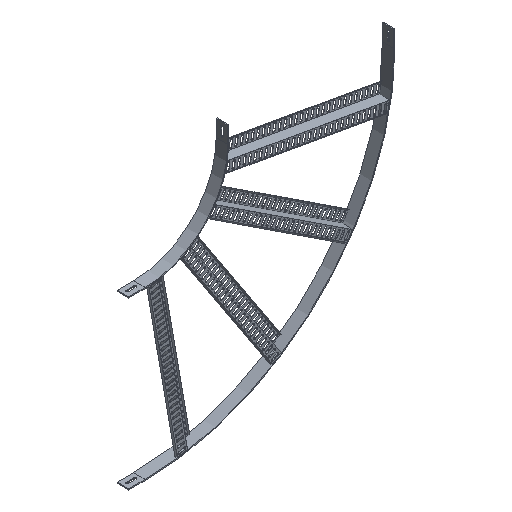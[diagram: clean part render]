
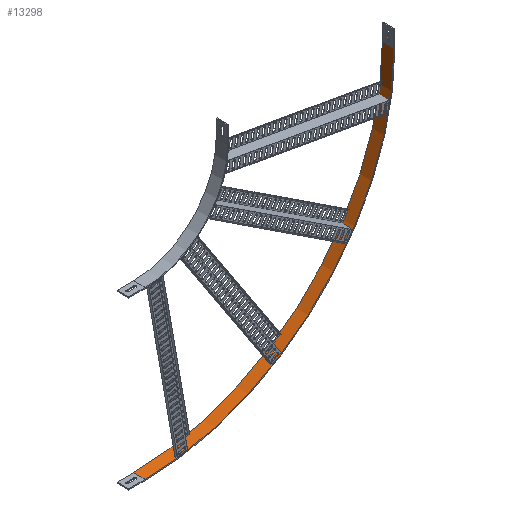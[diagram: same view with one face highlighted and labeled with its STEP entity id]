
A CAD part, isometric view. The second image highlights one B-rep face of the part: STEP entity #13298.
In plain terms, the highlighted cylindrical face has radius 753 mm (diameter 1506 mm), a partial arc.
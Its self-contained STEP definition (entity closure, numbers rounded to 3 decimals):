
#161 = VERTEX_POINT ( 'NONE', #8117 ) ;
#867 = EDGE_CURVE ( 'NONE', #9720, #2893, #13738, .T. ) ;
#1028 = DIRECTION ( 'NONE',  ( 0., 1., 0. ) ) ;
#1573 = CARTESIAN_POINT ( 'NONE',  ( 0., -35., -753. ) ) ;
#1698 = FACE_OUTER_BOUND ( 'NONE', #12738, .T. ) ;
#2893 = VERTEX_POINT ( 'NONE', #8658 ) ;
#3006 = DIRECTION ( 'NONE',  ( 0., -1., 0. ) ) ;
#3120 = DIRECTION ( 'NONE',  ( 0., 0., -1. ) ) ;
#3250 = ORIENTED_EDGE ( 'NONE', *, *, #6827, .T. ) ;
#4422 = CARTESIAN_POINT ( 'NONE',  ( 753., 0., 0. ) ) ;
#5047 = CARTESIAN_POINT ( 'NONE',  ( 753., -35., 0. ) ) ;
#5857 = AXIS2_PLACEMENT_3D ( 'NONE', #11062, #3006, #3120 ) ;
#6182 = VECTOR ( 'NONE', #14497, 1000. ) ;
#6657 = DIRECTION ( 'NONE',  ( 0., -1., 0. ) ) ;
#6827 = EDGE_CURVE ( 'NONE', #161, #16832, #7612, .T. ) ;
#7256 = ORIENTED_EDGE ( 'NONE', *, *, #867, .F. ) ;
#7612 = LINE ( 'NONE', #5047, #15415 ) ;
#7910 = CARTESIAN_POINT ( 'NONE',  ( 0., -35., -753. ) ) ;
#7946 = CARTESIAN_POINT ( 'NONE',  ( 0., 0., 0. ) ) ;
#8117 = CARTESIAN_POINT ( 'NONE',  ( 753., -35., 0. ) ) ;
#8261 = CIRCLE ( 'NONE', #15719, 753. ) ;
#8658 = CARTESIAN_POINT ( 'NONE',  ( 0., 0., -753. ) ) ;
#9034 = DIRECTION ( 'NONE',  ( 0., 0., 1. ) ) ;
#9084 = CARTESIAN_POINT ( 'NONE',  ( 0., -35., 0. ) ) ;
#9720 = VERTEX_POINT ( 'NONE', #1573 ) ;
#10972 = CYLINDRICAL_SURFACE ( 'NONE', #16518, 753. ) ;
#11062 = CARTESIAN_POINT ( 'NONE',  ( 0., -35., 0. ) ) ;
#11457 = ORIENTED_EDGE ( 'NONE', *, *, #12820, .F. ) ;
#12738 = EDGE_LOOP ( 'NONE', ( #11457, #7256, #14959, #3250 ) ) ;
#12820 = EDGE_CURVE ( 'NONE', #2893, #16832, #8261, .T. ) ;
#13298 = ADVANCED_FACE ( 'NONE', ( #1698 ), #10972, .F. ) ;
#13738 = LINE ( 'NONE', #7910, #6182 ) ;
#14497 = DIRECTION ( 'NONE',  ( 0., 1., 0. ) ) ;
#14959 = ORIENTED_EDGE ( 'NONE', *, *, #16375, .T. ) ;
#15415 = VECTOR ( 'NONE', #1028, 1000. ) ;
#15719 = AXIS2_PLACEMENT_3D ( 'NONE', #7946, #6657, #17348 ) ;
#16375 = EDGE_CURVE ( 'NONE', #9720, #161, #17490, .T. ) ;
#16518 = AXIS2_PLACEMENT_3D ( 'NONE', #9084, #17139, #9034 ) ;
#16832 = VERTEX_POINT ( 'NONE', #4422 ) ;
#17139 = DIRECTION ( 'NONE',  ( 0., 1., 0. ) ) ;
#17348 = DIRECTION ( 'NONE',  ( 0., 0., -1. ) ) ;
#17490 = CIRCLE ( 'NONE', #5857, 753. ) ;
